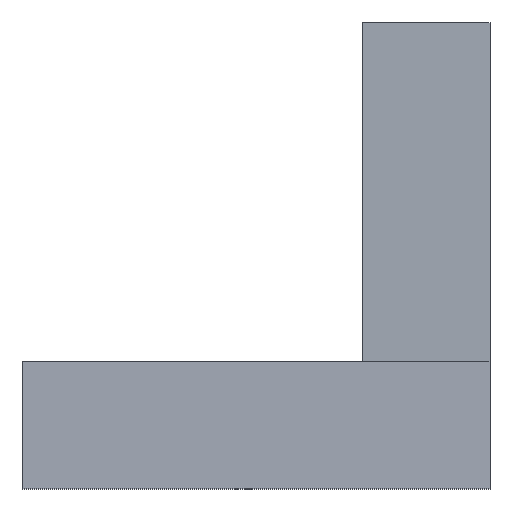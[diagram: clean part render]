
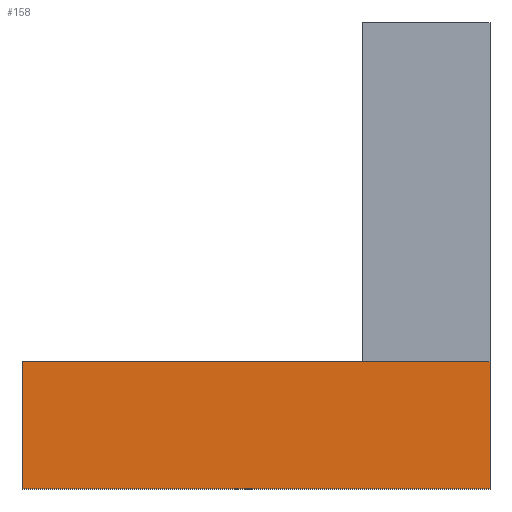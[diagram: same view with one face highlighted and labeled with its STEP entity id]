
A CAD part, top view. The second image highlights one B-rep face of the part: STEP entity #158.
In plain terms, the highlighted planar face has unit normal (0, 0.003, 1).
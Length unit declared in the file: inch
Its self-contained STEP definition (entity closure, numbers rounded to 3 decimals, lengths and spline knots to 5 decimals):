
#18=FACE_OUTER_BOUND('',#27,.T.);
#27=EDGE_LOOP('',(#120,#121,#122,#123,#124));
#34=LINE('',#233,#54);
#42=LINE('',#249,#62);
#44=LINE('',#253,#64);
#45=LINE('',#255,#65);
#46=LINE('',#256,#66);
#54=VECTOR('',#192,0.3937);
#62=VECTOR('',#204,0.3937);
#64=VECTOR('',#208,0.3937);
#65=VECTOR('',#209,0.3937);
#66=VECTOR('',#210,0.3937);
#73=VERTEX_POINT('',#229);
#75=VERTEX_POINT('',#232);
#81=VERTEX_POINT('',#248);
#82=VERTEX_POINT('',#252);
#83=VERTEX_POINT('',#254);
#87=EDGE_CURVE('',#75,#73,#34,.T.);
#95=EDGE_CURVE('',#81,#75,#42,.T.);
#97=EDGE_CURVE('',#82,#73,#44,.T.);
#98=EDGE_CURVE('',#82,#83,#45,.T.);
#99=EDGE_CURVE('',#83,#81,#46,.T.);
#120=ORIENTED_EDGE('',*,*,#87,.T.);
#121=ORIENTED_EDGE('',*,*,#97,.F.);
#122=ORIENTED_EDGE('',*,*,#98,.T.);
#123=ORIENTED_EDGE('',*,*,#99,.T.);
#124=ORIENTED_EDGE('',*,*,#95,.T.);
#149=PLANE('',#181);
#158=ADVANCED_FACE('',(#18),#149,.T.);
#181=AXIS2_PLACEMENT_3D('',#251,#206,#207);
#192=DIRECTION('',(0.,-1.,0.003));
#204=DIRECTION('',(-1.,0.,0.));
#206=DIRECTION('center_axis',(0.,0.003,
1.));
#207=DIRECTION('ref_axis',(0.,1.,-0.003));
#208=DIRECTION('',(-1.,0.,0.));
#209=DIRECTION('',(0.,1.,-0.003));
#210=DIRECTION('',(-1.,0.,0.));
#229=CARTESIAN_POINT('',(-31.875,4.26332,3.56168));
#232=CARTESIAN_POINT('',(-31.875,11.76328,3.53669));
#233=CARTESIAN_POINT('',(-31.875,6.13831,3.55543));
#248=CARTESIAN_POINT('',(-11.75,11.76328,3.53669));
#249=CARTESIAN_POINT('',(0.,11.76328,3.53669));
#251=CARTESIAN_POINT('Origin',(0.,4.26332,3.56168));
#252=CARTESIAN_POINT('',(-4.25,4.26332,3.56168));
#253=CARTESIAN_POINT('',(0.,4.26332,3.56168));
#254=CARTESIAN_POINT('',(-4.25,11.76328,3.53669));
#255=CARTESIAN_POINT('',(-4.25,6.13831,3.55543));
#256=CARTESIAN_POINT('',(-6.125,11.76328,3.53669));
